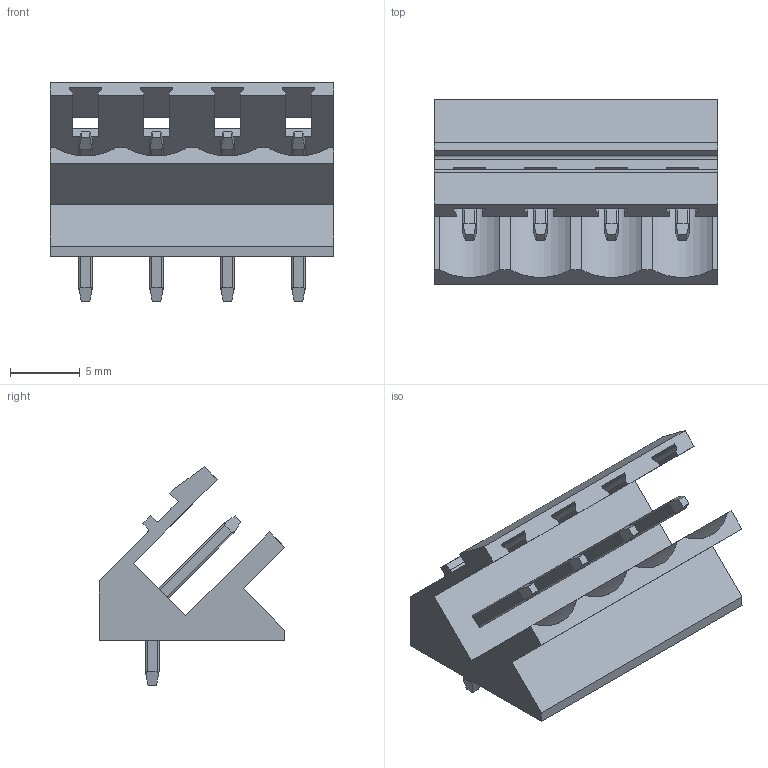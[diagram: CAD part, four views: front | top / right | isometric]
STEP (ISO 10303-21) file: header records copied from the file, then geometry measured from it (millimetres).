
FILE_DESCRIPTION(('CATIA V5 STEP Exchange','CAx-IF Rec.Pracs.--- Model Styling and Organization---1.2---2011-12-15'),'2;1');
FILE_NAME ('D1453148_0_1603080000_1603080000.stp','2018-10-10T08:13:11+00:00',('none'),('Weidmueller'),'CATIA Version 5-6 Release 2014','CATIA V5 STEP AP214','none');
FILE_SCHEMA(('AUTOMOTIVE_DESIGN { 1 0 10303 214 1 1 1 1 }'));
Length unit declared in the file: millimetre
Products named in the file (1): 1603080000
Bounding box: 20.32 x 13.3 x 15.67 mm (x, y, z)
Volume: 1241 mm3; surface area: 1747.9 mm2
Topology: 5 solids, 5 shells, 218 faces, 600 edges, 384 vertices
Faces by surface type: plane 148, cylinder 70
Entity records: 7708 total; most frequent: CARTESIAN_POINT 2554, ORIENTED_EDGE 1200, DIRECTION 826, EDGE_CURVE 600, VECTOR 460, LINE 460, VERTEX_POINT 384, EDGE_LOOP 226
